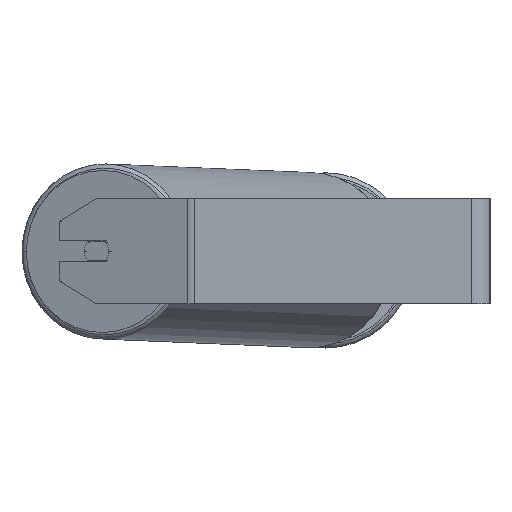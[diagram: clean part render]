
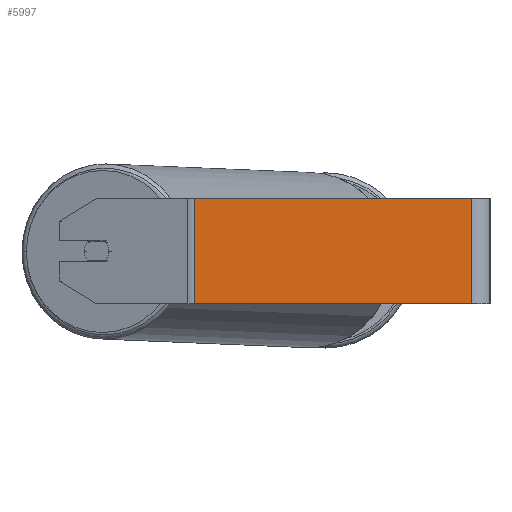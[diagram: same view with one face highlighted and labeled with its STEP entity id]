
A CAD part, left-side view. The second image highlights one B-rep face of the part: STEP entity #5997.
In plain terms, the highlighted planar face has unit normal (-1, 0, 0).
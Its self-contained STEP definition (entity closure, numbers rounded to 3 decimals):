
#30 = ORIENTED_EDGE ( 'NONE', *, *, #3622, .T. ) ;
#254 = DIRECTION ( 'NONE',  ( 0., 0., -1. ) ) ;
#572 = LINE ( 'NONE', #7300, #7814 ) ;
#1089 = CARTESIAN_POINT ( 'NONE',  ( -745., 14., 40. ) ) ;
#1180 = EDGE_LOOP ( 'NONE', ( #30, #5240, #1367, #5521 ) ) ;
#1367 = ORIENTED_EDGE ( 'NONE', *, *, #1405, .F. ) ;
#1405 = EDGE_CURVE ( 'NONE', #5576, #3102, #5913, .T. ) ;
#1803 = CARTESIAN_POINT ( 'NONE',  ( -745., 224.44, -40. ) ) ;
#2284 = VECTOR ( 'NONE', #8646, 1000. ) ;
#2659 = CARTESIAN_POINT ( 'NONE',  ( -745., 14., -40. ) ) ;
#2925 = CARTESIAN_POINT ( 'NONE',  ( -745., 224.44, 40. ) ) ;
#3033 = VECTOR ( 'NONE', #5992, 1000. ) ;
#3102 = VERTEX_POINT ( 'NONE', #3125 ) ;
#3112 = VERTEX_POINT ( 'NONE', #1803 ) ;
#3125 = CARTESIAN_POINT ( 'NONE',  ( -745., 14., 40. ) ) ;
#3622 = EDGE_CURVE ( 'NONE', #3112, #8537, #5413, .T. ) ;
#3690 = LINE ( 'NONE', #1089, #4401 ) ;
#3901 = CARTESIAN_POINT ( 'NONE',  ( -745., 226.908, 40. ) ) ;
#4320 = FACE_OUTER_BOUND ( 'NONE', #1180, .T. ) ;
#4401 = VECTOR ( 'NONE', #5146, 1000. ) ;
#4795 = CARTESIAN_POINT ( 'NONE',  ( -745., 226.908, -40. ) ) ;
#4973 = DIRECTION ( 'NONE',  ( 1., 0., 0. ) ) ;
#5146 = DIRECTION ( 'NONE',  ( 0., 0., -1. ) ) ;
#5240 = ORIENTED_EDGE ( 'NONE', *, *, #6529, .F. ) ;
#5413 = LINE ( 'NONE', #4795, #3033 ) ;
#5521 = ORIENTED_EDGE ( 'NONE', *, *, #7401, .T. ) ;
#5576 = VERTEX_POINT ( 'NONE', #2925 ) ;
#5913 = LINE ( 'NONE', #3901, #2284 ) ;
#5992 = DIRECTION ( 'NONE',  ( 0., -1., 0. ) ) ;
#5997 = ADVANCED_FACE ( 'NONE', ( #4320 ), #8312, .F. ) ;
#6529 = EDGE_CURVE ( 'NONE', #3102, #8537, #3690, .T. ) ;
#7016 = CARTESIAN_POINT ( 'NONE',  ( -745., 226.908, 40. ) ) ;
#7227 = AXIS2_PLACEMENT_3D ( 'NONE', #7016, #4973, #254 ) ;
#7254 = DIRECTION ( 'NONE',  ( 0., 0., -1. ) ) ;
#7300 = CARTESIAN_POINT ( 'NONE',  ( -745., 224.44, 40. ) ) ;
#7401 = EDGE_CURVE ( 'NONE', #5576, #3112, #572, .T. ) ;
#7814 = VECTOR ( 'NONE', #7254, 1000. ) ;
#8312 = PLANE ( 'NONE',  #7227 ) ;
#8537 = VERTEX_POINT ( 'NONE', #2659 ) ;
#8646 = DIRECTION ( 'NONE',  ( 0., -1., 0. ) ) ;
